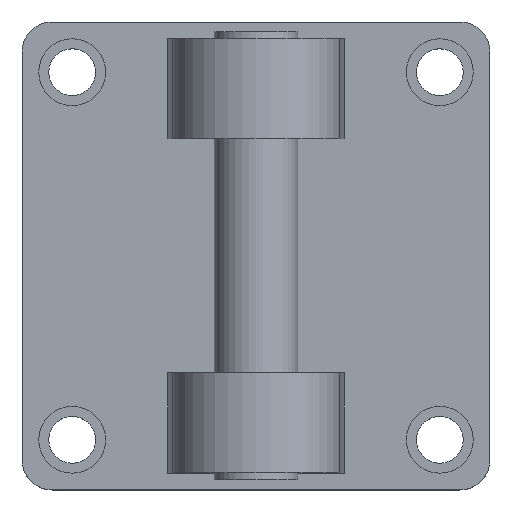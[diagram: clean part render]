
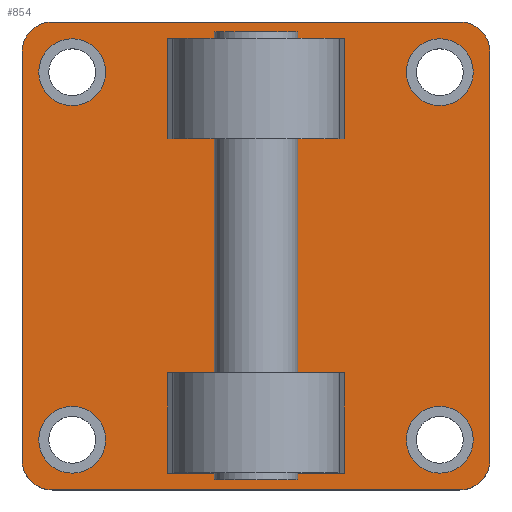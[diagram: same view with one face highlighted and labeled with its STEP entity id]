
A CAD part, top view. The second image highlights one B-rep face of the part: STEP entity #854.
In plain terms, the highlighted planar face has unit normal (0, 0, 1).
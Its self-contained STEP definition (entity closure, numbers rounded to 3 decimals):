
#38=CIRCLE('',#899,10.);
#39=CIRCLE('',#900,10.);
#40=CIRCLE('',#901,10.);
#41=CIRCLE('',#902,10.);
#42=CIRCLE('',#903,9.);
#43=CIRCLE('',#904,9.);
#44=CIRCLE('',#905,9.);
#45=CIRCLE('',#906,9.);
#74=ORIENTED_EDGE('',*,*,#218,.T.);
#75=ORIENTED_EDGE('',*,*,#219,.T.);
#76=ORIENTED_EDGE('',*,*,#220,.T.);
#77=ORIENTED_EDGE('',*,*,#221,.T.);
#78=ORIENTED_EDGE('',*,*,#222,.T.);
#79=ORIENTED_EDGE('',*,*,#223,.T.);
#80=ORIENTED_EDGE('',*,*,#224,.T.);
#81=ORIENTED_EDGE('',*,*,#225,.F.);
#82=ORIENTED_EDGE('',*,*,#226,.T.);
#83=ORIENTED_EDGE('',*,*,#227,.T.);
#84=ORIENTED_EDGE('',*,*,#228,.T.);
#85=ORIENTED_EDGE('',*,*,#229,.T.);
#86=ORIENTED_EDGE('',*,*,#230,.F.);
#87=ORIENTED_EDGE('',*,*,#231,.F.);
#88=ORIENTED_EDGE('',*,*,#232,.F.);
#89=ORIENTED_EDGE('',*,*,#233,.F.);
#90=ORIENTED_EDGE('',*,*,#234,.F.);
#91=ORIENTED_EDGE('',*,*,#235,.F.);
#92=ORIENTED_EDGE('',*,*,#236,.F.);
#93=ORIENTED_EDGE('',*,*,#237,.F.);
#218=EDGE_CURVE('',#290,#291,#346,.T.);
#219=EDGE_CURVE('',#291,#292,#347,.T.);
#220=EDGE_CURVE('',#292,#293,#348,.T.);
#221=EDGE_CURVE('',#293,#290,#349,.T.);
#222=EDGE_CURVE('',#294,#295,#350,.T.);
#223=EDGE_CURVE('',#295,#296,#351,.T.);
#224=EDGE_CURVE('',#296,#297,#352,.T.);
#225=EDGE_CURVE('',#294,#297,#353,.T.);
#226=EDGE_CURVE('',#298,#298,#38,.T.);
#227=EDGE_CURVE('',#299,#299,#39,.T.);
#228=EDGE_CURVE('',#300,#300,#40,.T.);
#229=EDGE_CURVE('',#301,#301,#41,.T.);
#230=EDGE_CURVE('',#302,#303,#42,.T.);
#231=EDGE_CURVE('',#304,#302,#354,.T.);
#232=EDGE_CURVE('',#305,#304,#43,.T.);
#233=EDGE_CURVE('',#306,#305,#355,.T.);
#234=EDGE_CURVE('',#307,#306,#44,.T.);
#235=EDGE_CURVE('',#308,#307,#356,.T.);
#236=EDGE_CURVE('',#309,#308,#45,.T.);
#237=EDGE_CURVE('',#303,#309,#357,.T.);
#290=VERTEX_POINT('',#1164);
#291=VERTEX_POINT('',#1165);
#292=VERTEX_POINT('',#1167);
#293=VERTEX_POINT('',#1169);
#294=VERTEX_POINT('',#1172);
#295=VERTEX_POINT('',#1173);
#296=VERTEX_POINT('',#1175);
#297=VERTEX_POINT('',#1177);
#298=VERTEX_POINT('',#1180);
#299=VERTEX_POINT('',#1182);
#300=VERTEX_POINT('',#1184);
#301=VERTEX_POINT('',#1186);
#302=VERTEX_POINT('',#1188);
#303=VERTEX_POINT('',#1189);
#304=VERTEX_POINT('',#1191);
#305=VERTEX_POINT('',#1193);
#306=VERTEX_POINT('',#1195);
#307=VERTEX_POINT('',#1197);
#308=VERTEX_POINT('',#1199);
#309=VERTEX_POINT('',#1201);
#346=LINE('',#1163,#382);
#347=LINE('',#1166,#383);
#348=LINE('',#1168,#384);
#349=LINE('',#1170,#385);
#350=LINE('',#1171,#386);
#351=LINE('',#1174,#387);
#352=LINE('',#1176,#388);
#353=LINE('',#1178,#389);
#354=LINE('',#1190,#390);
#355=LINE('',#1194,#391);
#356=LINE('',#1198,#392);
#357=LINE('',#1202,#393);
#382=VECTOR('',#977,1000.);
#383=VECTOR('',#978,1000.);
#384=VECTOR('',#979,1000.);
#385=VECTOR('',#980,1000.);
#386=VECTOR('',#981,1000.);
#387=VECTOR('',#982,1000.);
#388=VECTOR('',#983,1000.);
#389=VECTOR('',#984,1000.);
#390=VECTOR('',#995,1000.);
#391=VECTOR('',#998,1000.);
#392=VECTOR('',#1001,1000.);
#393=VECTOR('',#1004,1000.);
#418=EDGE_LOOP('',(#74,#75,#76,#77));
#419=EDGE_LOOP('',(#78,#79,#80,#81));
#420=EDGE_LOOP('',(#82));
#421=EDGE_LOOP('',(#83));
#422=EDGE_LOOP('',(#84));
#423=EDGE_LOOP('',(#85));
#424=EDGE_LOOP('',(#86,#87,#88,#89,#90,#91,#92,#93));
#488=FACE_BOUND('',#418,.T.);
#489=FACE_BOUND('',#419,.T.);
#490=FACE_BOUND('',#420,.T.);
#491=FACE_BOUND('',#421,.T.);
#492=FACE_BOUND('',#422,.T.);
#493=FACE_BOUND('',#423,.T.);
#494=FACE_BOUND('',#424,.T.);
#558=PLANE('',#898);
#854=ADVANCED_FACE('',(#488,#489,#490,#491,#492,#493,#494),#558,.T.);
#898=AXIS2_PLACEMENT_3D('',#1162,#975,#976);
#899=AXIS2_PLACEMENT_3D('',#1179,#985,#986);
#900=AXIS2_PLACEMENT_3D('',#1181,#987,#988);
#901=AXIS2_PLACEMENT_3D('',#1183,#989,#990);
#902=AXIS2_PLACEMENT_3D('',#1185,#991,#992);
#903=AXIS2_PLACEMENT_3D('',#1187,#993,#994);
#904=AXIS2_PLACEMENT_3D('',#1192,#996,#997);
#905=AXIS2_PLACEMENT_3D('',#1196,#999,#1000);
#906=AXIS2_PLACEMENT_3D('',#1200,#1002,#1003);
#975=DIRECTION('',(0.,0.,1.));
#976=DIRECTION('',(1.,0.,0.));
#977=DIRECTION('',(-1.,0.,0.));
#978=DIRECTION('',(0.,1.,0.));
#979=DIRECTION('',(1.,0.,0.));
#980=DIRECTION('',(0.,-1.,0.));
#981=DIRECTION('',(0.,-1.,0.));
#982=DIRECTION('',(-1.,0.,0.));
#983=DIRECTION('',(0.,1.,0.));
#984=DIRECTION('',(-1.,0.,0.));
#985=DIRECTION('',(0.,0.,-1.));
#986=DIRECTION('',(1.,0.,0.));
#987=DIRECTION('',(0.,0.,-1.));
#988=DIRECTION('',(1.,0.,0.));
#989=DIRECTION('',(0.,0.,-1.));
#990=DIRECTION('',(1.,0.,0.));
#991=DIRECTION('',(0.,0.,-1.));
#992=DIRECTION('',(1.,0.,0.));
#993=DIRECTION('',(0.,0.,-1.));
#994=DIRECTION('',(0.707,-0.707,0.));
#995=DIRECTION('',(0.,-1.,0.));
#996=DIRECTION('',(0.,0.,-1.));
#997=DIRECTION('',(0.707,0.707,0.));
#998=DIRECTION('',(1.,0.,0.));
#999=DIRECTION('',(0.,0.,-1.));
#1000=DIRECTION('',(-0.707,0.707,0.));
#1001=DIRECTION('',(0.,1.,0.));
#1002=DIRECTION('',(0.,0.,-1.));
#1003=DIRECTION('',(-0.707,-0.707,0.));
#1004=DIRECTION('',(-1.,0.,0.));
#1162=CARTESIAN_POINT('',(0.,0.,20.));
#1163=CARTESIAN_POINT('',(26.334,35.,20.));
#1164=CARTESIAN_POINT('',(26.334,35.,20.));
#1165=CARTESIAN_POINT('',(-26.334,35.,20.));
#1166=CARTESIAN_POINT('',(-26.334,35.,20.));
#1167=CARTESIAN_POINT('',(-26.334,65.,20.));
#1168=CARTESIAN_POINT('',(-26.334,65.,20.));
#1169=CARTESIAN_POINT('',(26.334,65.,20.));
#1170=CARTESIAN_POINT('',(26.334,65.,20.));
#1171=CARTESIAN_POINT('',(26.334,-35.,20.));
#1172=CARTESIAN_POINT('',(26.334,-35.,20.));
#1173=CARTESIAN_POINT('',(26.334,-65.,20.));
#1174=CARTESIAN_POINT('',(26.334,-65.,20.));
#1175=CARTESIAN_POINT('',(-26.334,-65.,20.));
#1176=CARTESIAN_POINT('',(-26.334,-65.,20.));
#1177=CARTESIAN_POINT('',(-26.334,-35.,20.));
#1178=CARTESIAN_POINT('',(26.334,-35.,20.));
#1179=CARTESIAN_POINT('',(55.,-55.,20.));
#1180=CARTESIAN_POINT('',(65.,-55.,20.));
#1181=CARTESIAN_POINT('',(-55.,55.,20.));
#1182=CARTESIAN_POINT('',(-45.,55.,20.));
#1183=CARTESIAN_POINT('',(-55.,-55.,20.));
#1184=CARTESIAN_POINT('',(-45.,-55.,20.));
#1185=CARTESIAN_POINT('',(55.,55.,20.));
#1186=CARTESIAN_POINT('',(65.,55.,20.));
#1187=CARTESIAN_POINT('',(61.,-61.,20.));
#1188=CARTESIAN_POINT('',(70.,-61.,20.));
#1189=CARTESIAN_POINT('',(61.,-70.,20.));
#1190=CARTESIAN_POINT('',(70.,61.,20.));
#1191=CARTESIAN_POINT('',(70.,61.,20.));
#1192=CARTESIAN_POINT('',(61.,61.,20.));
#1193=CARTESIAN_POINT('',(61.,70.,20.));
#1194=CARTESIAN_POINT('',(-61.,70.,20.));
#1195=CARTESIAN_POINT('',(-61.,70.,20.));
#1196=CARTESIAN_POINT('',(-61.,61.,20.));
#1197=CARTESIAN_POINT('',(-70.,61.,20.));
#1198=CARTESIAN_POINT('',(-70.,-61.,20.));
#1199=CARTESIAN_POINT('',(-70.,-61.,20.));
#1200=CARTESIAN_POINT('',(-61.,-61.,20.));
#1201=CARTESIAN_POINT('',(-61.,-70.,20.));
#1202=CARTESIAN_POINT('',(61.,-70.,20.));
